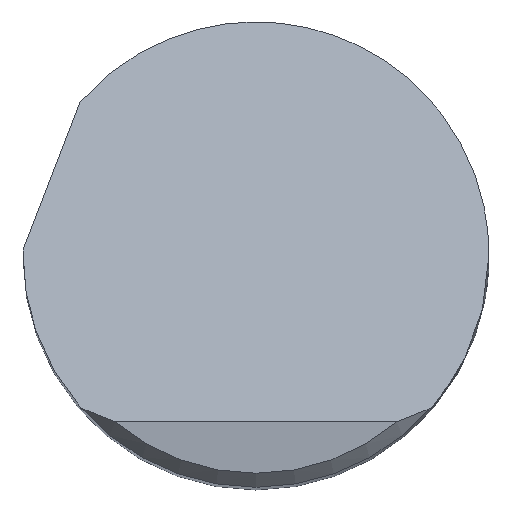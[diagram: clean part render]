
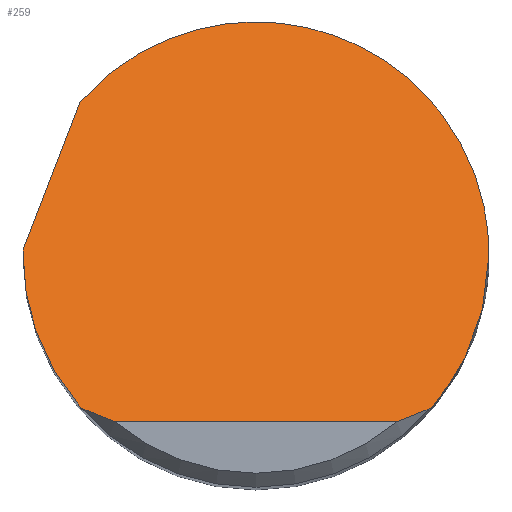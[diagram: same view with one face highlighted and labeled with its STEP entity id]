
A CAD part, top view. The second image highlights one B-rep face of the part: STEP entity #259.
In plain terms, the highlighted planar face has unit normal (0, 0.707, 0.707).
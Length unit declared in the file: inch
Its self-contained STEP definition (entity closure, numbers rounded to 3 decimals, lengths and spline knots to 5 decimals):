
#6 = CARTESIAN_POINT ( 'NONE',  ( -0.25, 0., 3.32 ) ) ;
#7 = CARTESIAN_POINT ( 'NONE',  ( -0.24995, 0.005, 3.315 ) ) ;
#12 = CARTESIAN_POINT ( 'NONE',  ( 0.25, -0.06141, 3.38141 ) ) ;
#17 = CARTESIAN_POINT ( 'NONE',  ( -0.24995, 0.005, 3.315 ) ) ;
#20 = VERTEX_POINT ( 'NONE', #17 ) ;
#66 = EDGE_CURVE ( 'NONE', #187, #565, #279, .T. ) ;
#81 = CARTESIAN_POINT ( 'NONE',  ( 0.15108, -0.18, 3.5 ) ) ;
#88 = VERTEX_POINT ( 'NONE', #90 ) ;
#90 = CARTESIAN_POINT ( 'NONE',  ( 0.15108, -0.18, 3.5 ) ) ;
#119 = CARTESIAN_POINT ( 'NONE',  ( -0.18855, 0.16416, 3.15584 ) ) ;
#121 = ORIENTED_EDGE ( 'NONE', *, *, #322, .F. ) ;
#131 = CARTESIAN_POINT ( 'NONE',  ( -0.17589, -0.1704, 3.4904 ) ) ;
#134 = CARTESIAN_POINT ( 'NONE',  ( -0.25, -0.18, 3.5 ) ) ;
#139 = DIRECTION ( 'NONE',  ( 0.263, 0.682, -0.682 ) ) ;
#154 = CARTESIAN_POINT ( 'NONE',  ( -0.18782, -0.165, 3.485 ) ) ;
#159 = EDGE_CURVE ( 'NONE', #775, #725, #634, .T. ) ;
#164 = CARTESIAN_POINT ( 'NONE',  ( 0.18782, -0.165, 3.485 ) ) ;
#169 = ORIENTED_EDGE ( 'NONE', *, *, #491, .T. ) ;
#176 = CARTESIAN_POINT ( 'NONE',  ( -0.16367, -0.17542, 3.49542 ) ) ;
#179 = ORIENTED_EDGE ( 'NONE', *, *, #292, .F. ) ;
#180 = LINE ( 'NONE', #184, #518 ) ;
#184 = CARTESIAN_POINT ( 'NONE',  ( 0., -0.18, 3.5 ) ) ;
#187 = VERTEX_POINT ( 'NONE', #154 ) ;
#201 = EDGE_CURVE ( 'NONE', #693, #775, #654, .T. ) ;
#221 = CARTESIAN_POINT ( 'NONE',  ( -0.22834, -0.11887, 3.43887 ) ) ;
#238 = B_SPLINE_CURVE_WITH_KNOTS ( 'NONE', 3,
 ( #825, #131, #176, #514 ),
 .UNSPECIFIED., .F., .F.,
 ( 4, 4 ),
 ( 0., 0.00108 ),
 .UNSPECIFIED. ) ;
#258 = CARTESIAN_POINT ( 'NONE',  ( 0.18782, -0.165, 3.485 ) ) ;
#259 = ADVANCED_FACE ( 'NONE', ( #453 ), #589, .F. ) ;
#261 = CARTESIAN_POINT ( 'NONE',  ( 0.22834, -0.11887, 3.43887 ) ) ;
#279 =( BOUNDED_CURVE ( )  B_SPLINE_CURVE ( 3, ( #794, #221, #710, #327 ),
 .UNSPECIFIED., .F., .F. ) 
 B_SPLINE_CURVE_WITH_KNOTS ( ( 4, 4 ),
 ( 3.99157, 4.71239 ),
 .UNSPECIFIED. ) 
 CURVE ( )  GEOMETRIC_REPRESENTATION_ITEM ( )  RATIONAL_B_SPLINE_CURVE ( ( 1., 0.957, 0.957, 1. ) ) 
 REPRESENTATION_ITEM ( '' )  );
#290 = VERTEX_POINT ( 'NONE', #512 ) ;
#292 = EDGE_CURVE ( 'NONE', #20, #693, #588, .T. ) ;
#311 = CARTESIAN_POINT ( 'NONE',  ( -0.24998, 0.00333, 3.31667 ) ) ;
#322 = EDGE_CURVE ( 'NONE', #565, #20, #408, .T. ) ;
#327 = CARTESIAN_POINT ( 'NONE',  ( -0.25, 0., 3.32 ) ) ;
#349 = ORIENTED_EDGE ( 'NONE', *, *, #201, .F. ) ;
#355 = CARTESIAN_POINT ( 'NONE',  ( 0.25, 0., 3.32 ) ) ;
#378 = CARTESIAN_POINT ( 'NONE',  ( -0.25, 0., 3.32 ) ) ;
#379 = DIRECTION ( 'NONE',  ( 0., 0.707, -0.707 ) ) ;
#388 = B_SPLINE_CURVE_WITH_KNOTS ( 'NONE', 3,
 ( #81, #539, #752, #164 ),
 .UNSPECIFIED., .F., .F.,
 ( 4, 4 ),
 ( 0., 0.00108 ),
 .UNSPECIFIED. ) ;
#408 =( BOUNDED_CURVE ( )  B_SPLINE_CURVE ( 3, ( #378, #649, #311, #7 ),
 .UNSPECIFIED., .F., .F. ) 
 B_SPLINE_CURVE_WITH_KNOTS ( ( 4, 4 ),
 ( 4.71239, 4.73239 ),
 .UNSPECIFIED. ) 
 CURVE ( )  GEOMETRIC_REPRESENTATION_ITEM ( )  RATIONAL_B_SPLINE_CURVE ( ( 1., 1., 1., 1. ) ) 
 REPRESENTATION_ITEM ( '' )  );
#424 = AXIS2_PLACEMENT_3D ( 'NONE', #134, #585, #379 ) ;
#428 = DIRECTION ( 'NONE',  ( 1., 0., 0. ) ) ;
#453 = FACE_OUTER_BOUND ( 'NONE', #709, .T. ) ;
#468 = ORIENTED_EDGE ( 'NONE', *, *, #791, .T. ) ;
#491 = EDGE_CURVE ( 'NONE', #88, #725, #388, .T. ) ;
#506 = CARTESIAN_POINT ( 'NONE',  ( 0.25, 0., 3.32 ) ) ;
#512 = CARTESIAN_POINT ( 'NONE',  ( -0.15108, -0.18, 3.5 ) ) ;
#514 = CARTESIAN_POINT ( 'NONE',  ( -0.15108, -0.18, 3.5 ) ) ;
#518 = VECTOR ( 'NONE', #428, 39.37008 ) ;
#519 = CARTESIAN_POINT ( 'NONE',  ( 0.25, 0., 3.32 ) ) ;
#532 = VECTOR ( 'NONE', #139, 39.37008 ) ;
#539 = CARTESIAN_POINT ( 'NONE',  ( 0.16367, -0.17542, 3.49542 ) ) ;
#565 = VERTEX_POINT ( 'NONE', #6 ) ;
#585 = DIRECTION ( 'NONE',  ( 0., -0.707, -0.707 ) ) ;
#588 = LINE ( 'NONE', #701, #532 ) ;
#589 = PLANE ( 'NONE',  #424 ) ;
#625 = CARTESIAN_POINT ( 'NONE',  ( 0.25, 0.27527, 3.04473 ) ) ;
#634 =( BOUNDED_CURVE ( )  B_SPLINE_CURVE ( 3, ( #519, #12, #261, #258 ),
 .UNSPECIFIED., .F., .F. ) 
 B_SPLINE_CURVE_WITH_KNOTS ( ( 4, 4 ),
 ( 1.5708, 2.29162 ),
 .UNSPECIFIED. ) 
 CURVE ( )  GEOMETRIC_REPRESENTATION_ITEM ( )  RATIONAL_B_SPLINE_CURVE ( ( 1., 0.957, 0.957, 1. ) ) 
 REPRESENTATION_ITEM ( '' )  );
#649 = CARTESIAN_POINT ( 'NONE',  ( -0.25, 0.00167, 3.31833 ) ) ;
#654 =( BOUNDED_CURVE ( )  B_SPLINE_CURVE ( 3, ( #734, #814, #625, #355 ),
 .UNSPECIFIED., .F., .F. ) 
 B_SPLINE_CURVE_WITH_KNOTS ( ( 4, 4 ),
 ( 5.42872, 7.85398 ),
 .UNSPECIFIED. ) 
 CURVE ( )  GEOMETRIC_REPRESENTATION_ITEM ( )  RATIONAL_B_SPLINE_CURVE ( ( 1., 0.567, 0.567, 1. ) ) 
 REPRESENTATION_ITEM ( '' )  );
#684 = ORIENTED_EDGE ( 'NONE', *, *, #159, .F. ) ;
#691 = ORIENTED_EDGE ( 'NONE', *, *, #66, .F. ) ;
#693 = VERTEX_POINT ( 'NONE', #119 ) ;
#701 = CARTESIAN_POINT ( 'NONE',  ( -0.31638, -0.1672, 3.4872 ) ) ;
#709 = EDGE_LOOP ( 'NONE', ( #793, #169, #684, #349, #179, #121, #691, #468 ) ) ;
#710 = CARTESIAN_POINT ( 'NONE',  ( -0.25, -0.06141, 3.38141 ) ) ;
#725 = VERTEX_POINT ( 'NONE', #807 ) ;
#734 = CARTESIAN_POINT ( 'NONE',  ( -0.18855, 0.16416, 3.15584 ) ) ;
#752 = CARTESIAN_POINT ( 'NONE',  ( 0.17589, -0.1704, 3.4904 ) ) ;
#765 = EDGE_CURVE ( 'NONE', #290, #88, #180, .T. ) ;
#775 = VERTEX_POINT ( 'NONE', #506 ) ;
#791 = EDGE_CURVE ( 'NONE', #187, #290, #238, .T. ) ;
#793 = ORIENTED_EDGE ( 'NONE', *, *, #765, .T. ) ;
#794 = CARTESIAN_POINT ( 'NONE',  ( -0.18782, -0.165, 3.485 ) ) ;
#807 = CARTESIAN_POINT ( 'NONE',  ( 0.18782, -0.165, 3.485 ) ) ;
#814 = CARTESIAN_POINT ( 'NONE',  ( -0.0078, 0.37177, 2.94823 ) ) ;
#825 = CARTESIAN_POINT ( 'NONE',  ( -0.18782, -0.165, 3.485 ) ) ;
